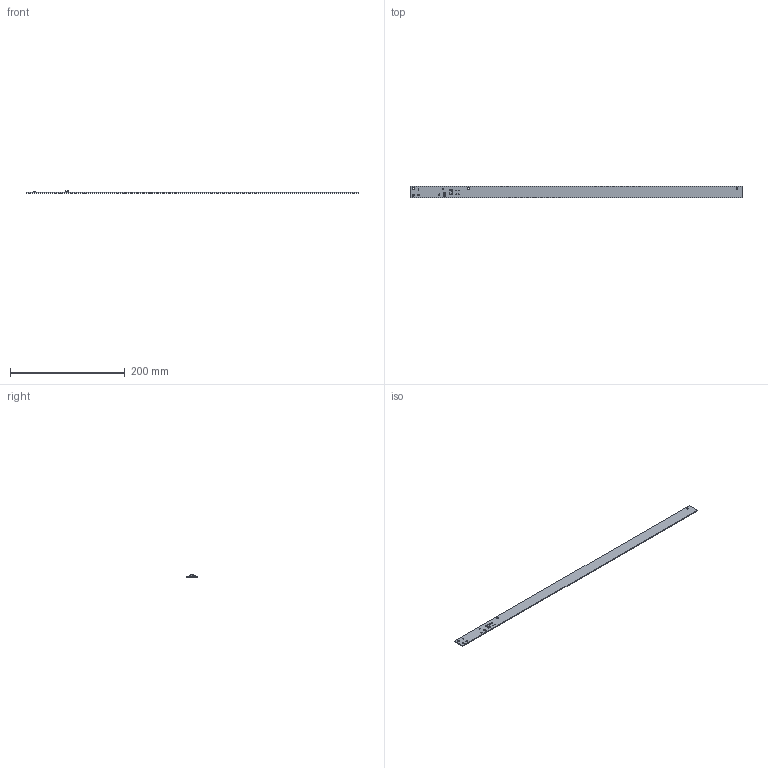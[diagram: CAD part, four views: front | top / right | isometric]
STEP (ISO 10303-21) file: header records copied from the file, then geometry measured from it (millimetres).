
FILE_DESCRIPTION(('KiCad electronic assembly'),'2;1');
FILE_NAME('Barra de luz.step','2024-03-16T22:25:00',('Pcbnew'),('Kicad') ,'Open CASCADE STEP processor 7.5','KiCad to STEP converter','Unknown' );
FILE_SCHEMA(('AUTOMOTIVE_DESIGN { 1 0 10303 214 1 1 1 1 }'));
Length unit declared in the file: millimetre
Products named in the file (6): Barra de luz 1; SOIJ-8_5.3x5.3mm_P1.27mm; SOLID; LED_1206_3216Metric_Castellated; Barra de luz PCB
Assembly tree (5 placements, depth 3):
  Barra de luz 1
    SOIJ-8_5.3x5.3mm_P1.27mm
      SOLID
    LED_1206_3216Metric_Castellated
      SOLID
    Barra de luz PCB
Bounding box: 578.87 x 19.94 x 3.66 mm (x, y, z)
Volume: 18450.6 mm3; surface area: 25184.1 mm2
Topology: 3 solids, 3 shells, 220 faces, 576 edges, 364 vertices
Faces by surface type: plane 121, cylinder 67, bspline 32
Full cylindrical faces by diameter (mm): 0.6 x1, 0.8 x4, 1 x8, 1.1 x4, 3.2 x4
Entity records: 16343 total; most frequent: CARTESIAN_POINT 3522, DIRECTION 2042, LINE 1356, VECTOR 1356, ORIENTED_EDGE 1152, PCURVE 1152, DEFINITIONAL_REPRESENTATION 1152, EDGE_CURVE 576
